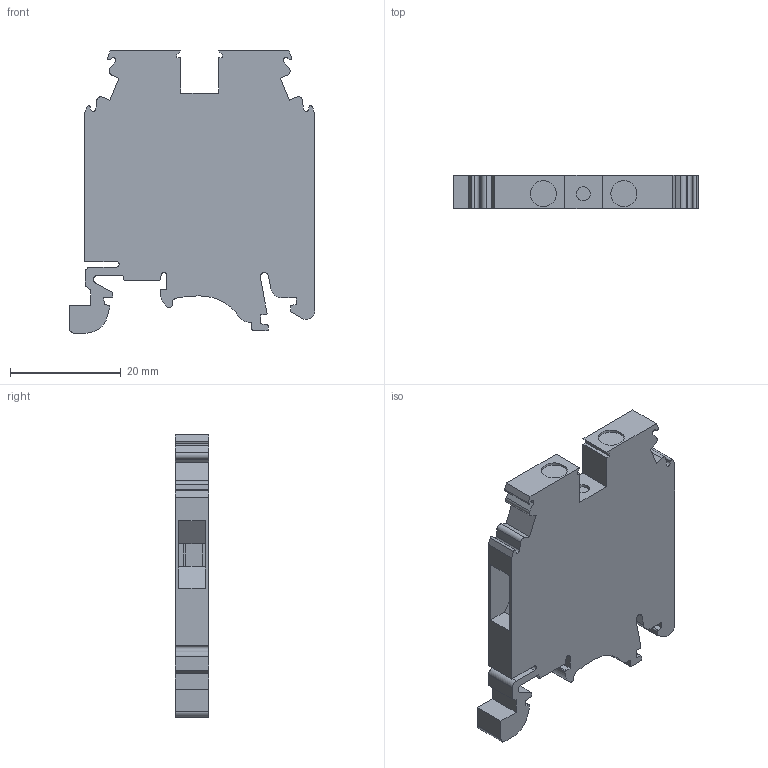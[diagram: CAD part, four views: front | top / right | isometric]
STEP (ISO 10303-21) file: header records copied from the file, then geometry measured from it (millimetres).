
FILE_DESCRIPTION(/* description */ ('Unknown'),/* implementation_level */ '2;1');
FILE_NAME(/* name */ 'KUT4N_GY_3D',/* time_stamp */ '2019-09-18T15:30:10+05:00',/* author */ ('Unknown'),/* organization */ ('Unknown'),/* preprocessor_version */ 'ST-DEVELOPER v16.7',/* originating_system */ 'DEX',/* authorisation */ $);
FILE_SCHEMA (('AUTOMOTIVE_DESIGN {1 0 10303 214 3 1 1}'));
Length unit declared in the file: millimetre
Products named in the file (1): KUT4N
Bounding box: 44.25 x 6 x 50.85 mm (x, y, z)
Volume: 9381.1 mm3; surface area: 5781.6 mm2
Topology: 1 solids, 1 shells, 139 faces, 397 edges, 265 vertices
Faces by surface type: plane 102, cylinder 37
Full cylindrical faces by diameter (mm): 2.5 x1, 4.7 x2
Entity records: 4519 total; most frequent: CARTESIAN_POINT 797, ORIENTED_EDGE 786, DIRECTION 747, EDGE_CURVE 393, LINE 319, VECTOR 319, VERTEX_POINT 264, AXIS2_PLACEMENT_3D 214
